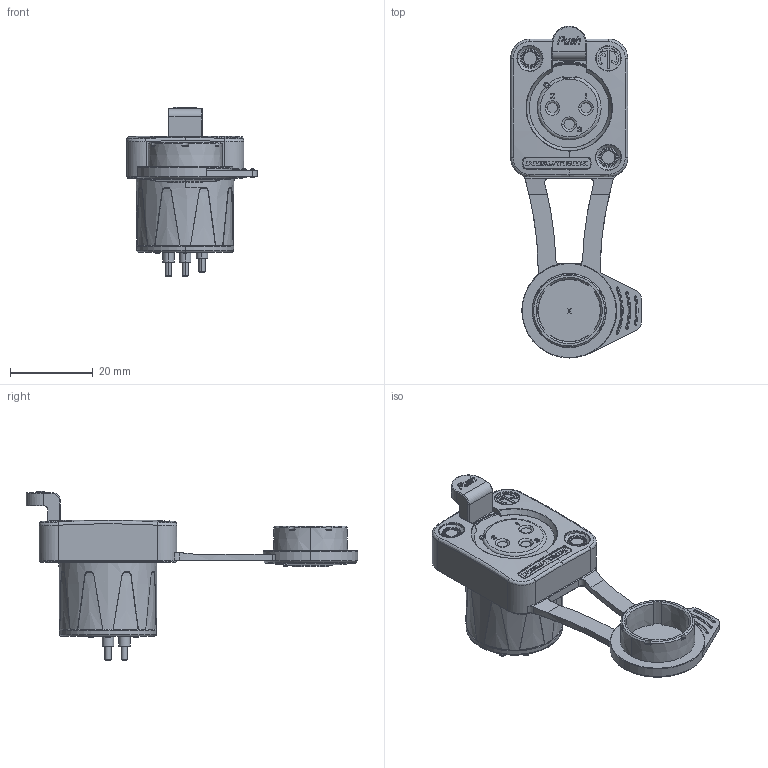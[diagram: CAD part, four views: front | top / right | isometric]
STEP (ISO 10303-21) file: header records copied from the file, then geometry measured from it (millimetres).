
FILE_DESCRIPTION((''),'2;1');
FILE_NAME('30012630','2025-08-06T09:14:39',('SYSTEM'),(''),'CREO PARAMETRIC BY PTC INC, 2023424','CREO PARAMETRIC BY PTC INC, 2023424','');
FILE_SCHEMA(('CONFIG_CONTROL_DESIGN'));
Length unit declared in the file: millimetre
Products named in the file (1): 30012630
Bounding box: 31.7 x 80.45 x 41 mm (x, y, z)
Volume: 18938.2 mm3; surface area: 7942.8 mm2
Topology: 1 solids, 4 shells, 1164 faces, 3333 edges, 2242 vertices
Faces by surface type: plane 662, cylinder 156, bspline 83, torus 79, extrusion 79, cone 75, sphere 30
Entity records: 44130 total; most frequent: CARTESIAN_POINT 14234, ORIENTED_EDGE 6658, DIRECTION 5822, EDGE_CURVE 3329, VERTEX_POINT 2242, AXIS2_PLACEMENT_3D 2170, VECTOR 1482, LINE 1403
